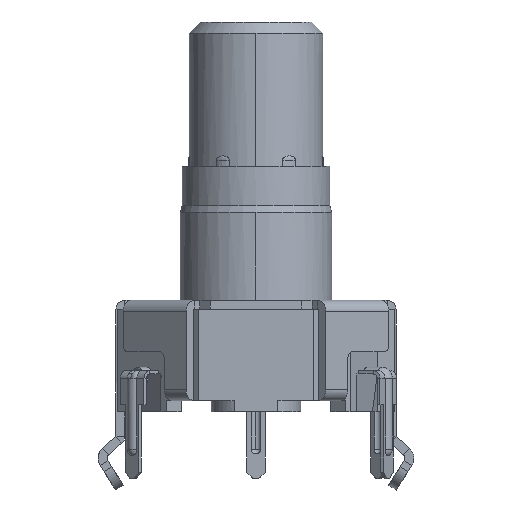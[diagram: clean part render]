
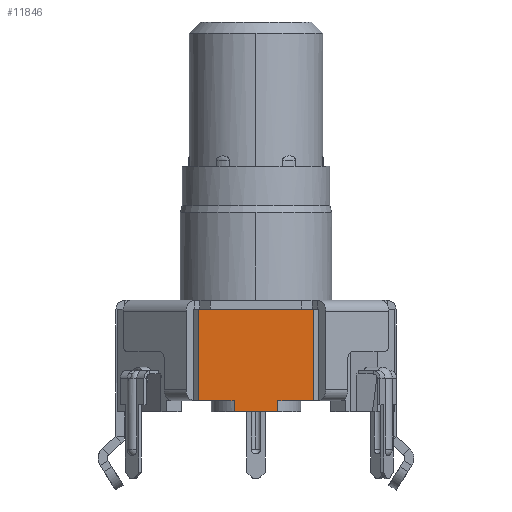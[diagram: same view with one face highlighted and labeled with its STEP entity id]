
A CAD part, front view. The second image highlights one B-rep face of the part: STEP entity #11846.
In plain terms, the highlighted planar face has unit normal (0, -1, 0).
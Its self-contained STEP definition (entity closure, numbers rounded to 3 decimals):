
#11596 = VERTEX_POINT('',#11597);
#11597 = CARTESIAN_POINT('',(-2.567,-5.85,
    0.5));
#11604 = EDGE_CURVE('',#11596,#11605,#11607,.T.);
#11605 = VERTEX_POINT('',#11606);
#11606 = CARTESIAN_POINT('',(-2.567,-5.85,
    4.6));
#11607 = LINE('',#11608,#11609);
#11608 = CARTESIAN_POINT('',(-2.567,-5.85,
    4.6));
#11609 = VECTOR('',#11610,1.);
#11610 = DIRECTION('',(0.,0.,1.));
#11629 = EDGE_CURVE('',#11605,#11630,#11632,.T.);
#11630 = VERTEX_POINT('',#11631);
#11631 = CARTESIAN_POINT('',(2.562,-5.85,
    4.6));
#11632 = LINE('',#11633,#11634);
#11633 = CARTESIAN_POINT('',(2.562,-5.85,
    4.6));
#11634 = VECTOR('',#11635,1.);
#11635 = DIRECTION('',(1.,0.,0.));
#11658 = EDGE_CURVE('',#11630,#11659,#11661,.T.);
#11659 = VERTEX_POINT('',#11660);
#11660 = CARTESIAN_POINT('',(2.562,-5.85,
    0.5));
#11661 = LINE('',#11662,#11663);
#11662 = CARTESIAN_POINT('',(2.562,-5.85,
    4.6));
#11663 = VECTOR('',#11664,1.);
#11664 = DIRECTION('',(0.,0.,-1.));
#11846 = ADVANCED_FACE('',(#11847),#11890,.F.);
#11847 = FACE_BOUND('',#11848,.T.);
#11848 = EDGE_LOOP('',(#11849,#11859,#11867,#11875,#11881,#11882,#11883,
    #11884));
#11849 = ORIENTED_EDGE('',*,*,#11850,.F.);
#11850 = EDGE_CURVE('',#11851,#11853,#11855,.T.);
#11851 = VERTEX_POINT('',#11852);
#11852 = CARTESIAN_POINT('',(-0.988,-5.85,
    0.));
#11853 = VERTEX_POINT('',#11854);
#11854 = CARTESIAN_POINT('',(-0.988,-5.85,
    0.5));
#11855 = LINE('',#11856,#11857);
#11856 = CARTESIAN_POINT('',(-0.988,-5.85,
    4.6));
#11857 = VECTOR('',#11858,1.);
#11858 = DIRECTION('',(0.,0.,1.));
#11859 = ORIENTED_EDGE('',*,*,#11860,.F.);
#11860 = EDGE_CURVE('',#11861,#11851,#11863,.T.);
#11861 = VERTEX_POINT('',#11862);
#11862 = CARTESIAN_POINT('',(0.982,-5.85,
    0.));
#11863 = LINE('',#11864,#11865);
#11864 = CARTESIAN_POINT('',(-0.003,-5.85,
    0.));
#11865 = VECTOR('',#11866,1.);
#11866 = DIRECTION('',(-1.,0.,0.));
#11867 = ORIENTED_EDGE('',*,*,#11868,.F.);
#11868 = EDGE_CURVE('',#11869,#11861,#11871,.T.);
#11869 = VERTEX_POINT('',#11870);
#11870 = CARTESIAN_POINT('',(0.982,-5.85,
    0.5));
#11871 = LINE('',#11872,#11873);
#11872 = CARTESIAN_POINT('',(0.982,-5.85,
    4.6));
#11873 = VECTOR('',#11874,1.);
#11874 = DIRECTION('',(0.,0.,-1.));
#11875 = ORIENTED_EDGE('',*,*,#11876,.F.);
#11876 = EDGE_CURVE('',#11659,#11869,#11877,.T.);
#11877 = LINE('',#11878,#11879);
#11878 = CARTESIAN_POINT('',(2.562,-5.85,
    0.5));
#11879 = VECTOR('',#11880,1.);
#11880 = DIRECTION('',(-1.,0.,0.));
#11881 = ORIENTED_EDGE('',*,*,#11658,.F.);
#11882 = ORIENTED_EDGE('',*,*,#11629,.F.);
#11883 = ORIENTED_EDGE('',*,*,#11604,.F.);
#11884 = ORIENTED_EDGE('',*,*,#11885,.F.);
#11885 = EDGE_CURVE('',#11853,#11596,#11886,.T.);
#11886 = LINE('',#11887,#11888);
#11887 = CARTESIAN_POINT('',(2.562,-5.85,
    0.5));
#11888 = VECTOR('',#11889,1.);
#11889 = DIRECTION('',(-1.,0.,0.));
#11890 = PLANE('',#11891);
#11891 = AXIS2_PLACEMENT_3D('',#11892,#11893,#11894);
#11892 = CARTESIAN_POINT('',(2.562,-5.85,
    4.6));
#11893 = DIRECTION('',(0.,1.,0.));
#11894 = DIRECTION('',(0.,0.,-1.));
